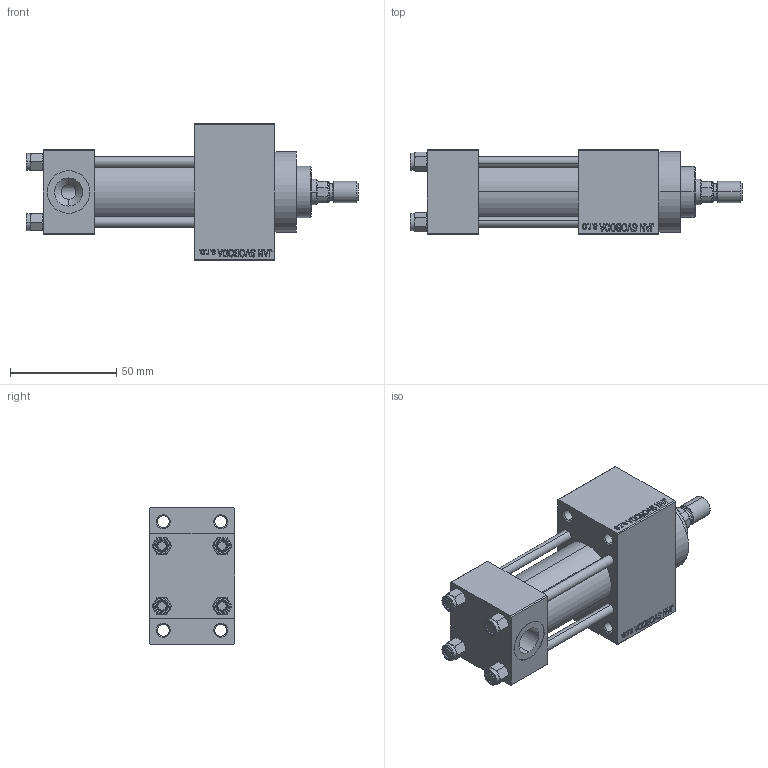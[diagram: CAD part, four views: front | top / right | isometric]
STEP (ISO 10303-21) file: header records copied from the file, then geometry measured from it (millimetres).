
FILE_DESCRIPTION (( 'STEP AP203' ), '1' );
FILE_NAME ('5957.STEP', '2024-06-07T05:59:20', ( '' ), ( '' ), 'SwSTEP 2.0', 'SolidWorks 2019', '' );
FILE_SCHEMA (( 'CONFIG_CONTROL_DESIGN' ));
Length unit declared in the file: millimetre
Products named in the file (7): V215CR_VCP_D 2f86bd5634ebb5d893c63beeb1ad7588; V215CR_D_TYCINKA 2f86bd5634ebb5d893c63beeb1ad7588; NUT_M5_D 2f86bd5634ebb5d893c63beeb1ad7588; 5957; V215CR_D_Body 2f86bd5634ebb5d893c63beeb1ad7588; V215_VC_A 2f86bd5634ebb5d893c63beeb1ad7588; ROD_END_AH 2f86bd5634ebb5d893c63beeb1ad7588
Assembly tree (12 placements, depth 2):
  5957
    V215CR_D_Body 2f86bd5634ebb5d893c63beeb1ad7588
    V215CR_VCP_D 2f86bd5634ebb5d893c63beeb1ad7588
    NUT_M5_D 2f86bd5634ebb5d893c63beeb1ad7588  x4
    V215CR_D_TYCINKA 2f86bd5634ebb5d893c63beeb1ad7588  x4
    V215_VC_A 2f86bd5634ebb5d893c63beeb1ad7588
    ROD_END_AH 2f86bd5634ebb5d893c63beeb1ad7588
Bounding box: 156 x 40 x 64 mm (x, y, z)
Volume: 176275.7 mm3; surface area: 62273.1 mm2
Topology: 12 solids, 12 shells, 1117 faces, 2766 edges, 1787 vertices
Faces by surface type: plane 500, bspline 368, cone 146, cylinder 93, torus 10
Entity records: 47567 total; most frequent: CARTESIAN_POINT 25090, ORIENTED_EDGE 5024, DIRECTION 3256, EDGE_CURVE 2512, VERTEX_POINT 1643, VECTOR 1506, LINE 1506, EDGE_LOOP 1131
